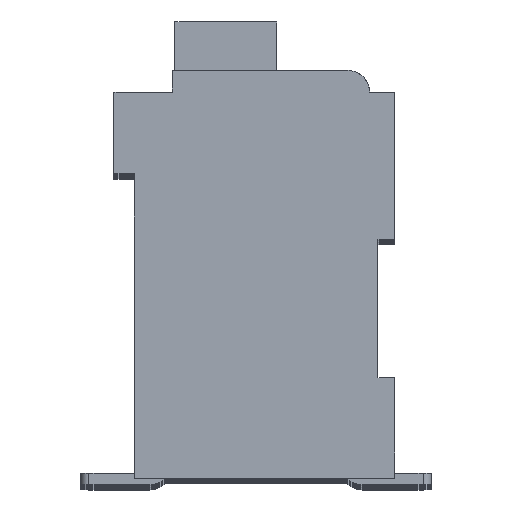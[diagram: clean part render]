
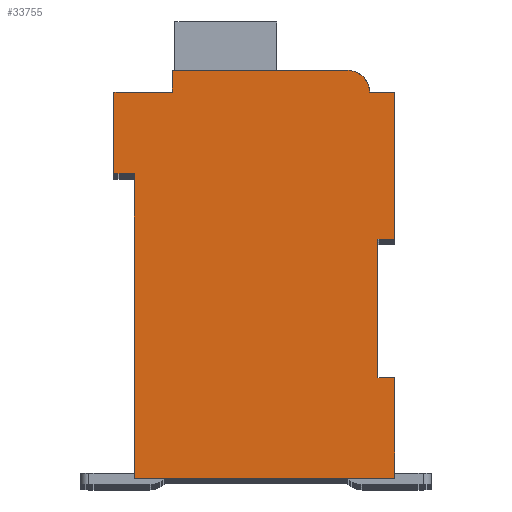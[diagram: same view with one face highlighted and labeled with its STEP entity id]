
A CAD part, top view. The second image highlights one B-rep face of the part: STEP entity #33755.
In plain terms, the highlighted planar face has unit normal (0, 0, 1).
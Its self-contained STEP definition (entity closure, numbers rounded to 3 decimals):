
#5336=DIRECTION('',(1.,0.,0.));
#5337=VECTOR('',#5336,0.5);
#5338=CARTESIAN_POINT('',(7.3,7.15,2.1));
#5339=LINE('',#5338,#5337);
#5340=DIRECTION('',(0.,1.,0.));
#5341=VECTOR('',#5340,4.15);
#5342=CARTESIAN_POINT('',(7.3,3.,2.1));
#5343=LINE('',#5342,#5341);
#5344=DIRECTION('',(-1.,0.,0.));
#5345=VECTOR('',#5344,0.5);
#5346=CARTESIAN_POINT('',(7.8,3.,2.1));
#5347=LINE('',#5346,#5345);
#5348=DIRECTION('',(0.,1.,0.));
#5349=VECTOR('',#5348,3.);
#5350=CARTESIAN_POINT('',(7.8,0.,2.1));
#5351=LINE('',#5350,#5349);
#5352=DIRECTION('',(1.,0.,0.));
#5353=VECTOR('',#5352,7.8);
#5354=CARTESIAN_POINT('',(0.,0.,2.1));
#5355=LINE('',#5354,#5353);
#5356=DIRECTION('',(0.,-1.,0.));
#5357=VECTOR('',#5356,9.1);
#5358=CARTESIAN_POINT('',(0.,9.1,2.1));
#5359=LINE('',#5358,#5357);
#5360=DIRECTION('',(1.,0.,0.));
#5361=VECTOR('',#5360,0.6);
#5362=CARTESIAN_POINT('',(-0.6,9.1,2.1));
#5363=LINE('',#5362,#5361);
#5364=DIRECTION('',(0.,-1.,0.));
#5365=VECTOR('',#5364,2.45);
#5366=CARTESIAN_POINT('',(-0.6,11.55,2.1));
#5367=LINE('',#5366,#5365);
#5368=DIRECTION('',(-1.,0.,0.));
#5369=VECTOR('',#5368,1.75);
#5370=CARTESIAN_POINT('',(1.15,11.55,2.1));
#5371=LINE('',#5370,#5369);
#5372=DIRECTION('',(0.,-1.,0.));
#5373=VECTOR('',#5372,0.65);
#5374=CARTESIAN_POINT('',(1.15,12.2,2.1));
#5375=LINE('',#5374,#5373);
#5376=DIRECTION('',(-1.,0.,0.));
#5377=VECTOR('',#5376,5.25);
#5378=CARTESIAN_POINT('',(6.4,12.2,2.1));
#5379=LINE('',#5378,#5377);
#5380=CARTESIAN_POINT('',(6.4,11.55,2.1));
#5381=DIRECTION('',(0.,0.,1.));
#5382=DIRECTION('',(1.,0.,0.));
#5383=AXIS2_PLACEMENT_3D('',#5380,#5381,#5382);
#5385=DIRECTION('',(-1.,0.,0.));
#5386=VECTOR('',#5385,0.75);
#5387=CARTESIAN_POINT('',(7.8,11.55,2.1));
#5388=LINE('',#5387,#5386);
#5389=DIRECTION('',(0.,1.,0.));
#5390=VECTOR('',#5389,4.4);
#5391=CARTESIAN_POINT('',(7.8,7.15,2.1));
#5392=LINE('',#5391,#5390);
#22387=CARTESIAN_POINT('',(7.3,7.15,2.1));
#22388=CARTESIAN_POINT('',(7.8,7.15,2.1));
#22389=VERTEX_POINT('',#22387);
#22390=VERTEX_POINT('',#22388);
#22391=CARTESIAN_POINT('',(7.8,11.55,2.1));
#22392=VERTEX_POINT('',#22391);
#22393=CARTESIAN_POINT('',(7.05,11.55,2.1));
#22394=VERTEX_POINT('',#22393);
#22395=CARTESIAN_POINT('',(6.4,12.2,2.1));
#22396=VERTEX_POINT('',#22395);
#22397=CARTESIAN_POINT('',(1.15,12.2,2.1));
#22398=VERTEX_POINT('',#22397);
#22399=CARTESIAN_POINT('',(1.15,11.55,2.1));
#22400=VERTEX_POINT('',#22399);
#22401=CARTESIAN_POINT('',(-0.6,11.55,2.1));
#22402=VERTEX_POINT('',#22401);
#22403=CARTESIAN_POINT('',(-0.6,9.1,2.1));
#22404=VERTEX_POINT('',#22403);
#22405=CARTESIAN_POINT('',(0.,9.1,2.1));
#22406=VERTEX_POINT('',#22405);
#22407=CARTESIAN_POINT('',(0.,0.,2.1));
#22408=VERTEX_POINT('',#22407);
#22409=CARTESIAN_POINT('',(7.8,0.,2.1));
#22410=VERTEX_POINT('',#22409);
#22411=CARTESIAN_POINT('',(7.8,3.,2.1));
#22412=VERTEX_POINT('',#22411);
#22413=CARTESIAN_POINT('',(7.3,3.,2.1));
#22414=VERTEX_POINT('',#22413);
#33731=CARTESIAN_POINT('',(0.,0.,2.1));
#33732=DIRECTION('',(0.,0.,1.));
#33733=DIRECTION('',(1.,0.,0.));
#33734=AXIS2_PLACEMENT_3D('',#33731,#33732,#33733);
#33735=PLANE('',#33734);
#33736=ORIENTED_EDGE('',*,*,#29372,.F.);
#33737=ORIENTED_EDGE('',*,*,#30467,.F.);
#33739=ORIENTED_EDGE('',*,*,#33738,.F.);
#33741=ORIENTED_EDGE('',*,*,#33740,.F.);
#33743=ORIENTED_EDGE('',*,*,#33742,.F.);
#33744=ORIENTED_EDGE('',*,*,#30854,.F.);
#33745=ORIENTED_EDGE('',*,*,#31070,.F.);
#33746=ORIENTED_EDGE('',*,*,#31464,.F.);
#33747=ORIENTED_EDGE('',*,*,#31863,.F.);
#33748=ORIENTED_EDGE('',*,*,#31932,.F.);
#33749=ORIENTED_EDGE('',*,*,#32498,.F.);
#33750=ORIENTED_EDGE('',*,*,#33365,.F.);
#33751=ORIENTED_EDGE('',*,*,#33149,.F.);
#33752=ORIENTED_EDGE('',*,*,#29963,.F.);
#33753=EDGE_LOOP('',(#33736,#33737,#33739,#33741,#33743,#33744,#33745,#33746,
#33747,#33748,#33749,#33750,#33751,#33752));
#33754=FACE_OUTER_BOUND('',#33753,.F.);
#5384=CIRCLE('',#5383,0.65);
#29372=EDGE_CURVE('',#22389,#22390,#5339,.T.);
#29963=EDGE_CURVE('',#22390,#22392,#5392,.T.);
#30467=EDGE_CURVE('',#22414,#22389,#5343,.T.);
#30854=EDGE_CURVE('',#22406,#22408,#5359,.T.);
#31070=EDGE_CURVE('',#22404,#22406,#5363,.T.);
#31464=EDGE_CURVE('',#22402,#22404,#5367,.T.);
#31863=EDGE_CURVE('',#22400,#22402,#5371,.T.);
#31932=EDGE_CURVE('',#22398,#22400,#5375,.T.);
#32498=EDGE_CURVE('',#22396,#22398,#5379,.T.);
#33149=EDGE_CURVE('',#22392,#22394,#5388,.T.);
#33365=EDGE_CURVE('',#22394,#22396,#5384,.T.);
#33738=EDGE_CURVE('',#22412,#22414,#5347,.T.);
#33740=EDGE_CURVE('',#22410,#22412,#5351,.T.);
#33742=EDGE_CURVE('',#22408,#22410,#5355,.T.);
#33755=ADVANCED_FACE('',(#33754),#33735,.T.);
